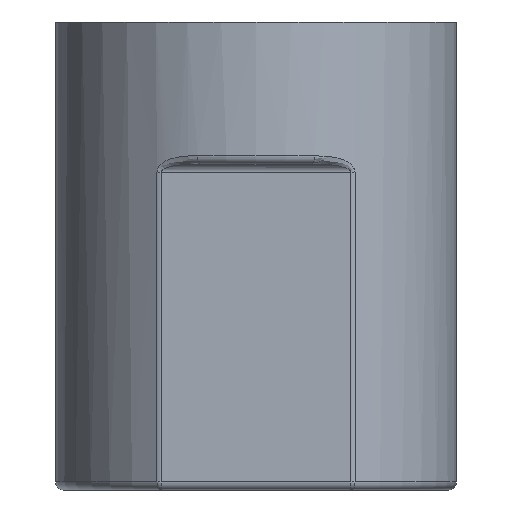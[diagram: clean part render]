
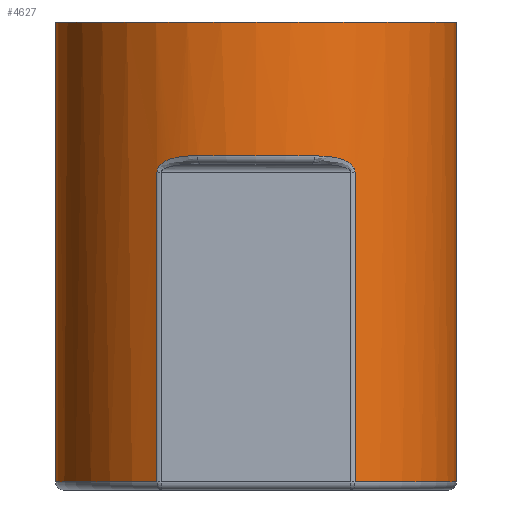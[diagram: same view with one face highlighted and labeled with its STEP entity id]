
A CAD part, front view. The second image highlights one B-rep face of the part: STEP entity #4627.
In plain terms, the highlighted cylindrical face has radius 24 mm (diameter 48 mm), a partial arc.
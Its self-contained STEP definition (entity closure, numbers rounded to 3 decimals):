
#32 = VERTEX_POINT ( 'NONE', #913 ) ;
#59 = CARTESIAN_POINT ( 'NONE',  ( 0., 0., -52.3 ) ) ;
#79 = CARTESIAN_POINT ( 'NONE',  ( 0., 0., 2.7 ) ) ;
#130 = VERTEX_POINT ( 'NONE', #1573 ) ;
#277 = EDGE_CURVE ( 'NONE', #1887, #130, #4848, .T. ) ;
#368 = ORIENTED_EDGE ( 'NONE', *, *, #4032, .T. ) ;
#391 = CARTESIAN_POINT ( 'NONE',  ( 10.27, -21.693, -13.703 ) ) ;
#424 = VECTOR ( 'NONE', #5447, 1000. ) ;
#533 = CIRCLE ( 'NONE', #3293, 24. ) ;
#561 = ORIENTED_EDGE ( 'NONE', *, *, #1285, .F. ) ;
#576 = DIRECTION ( 'NONE',  ( 1., 0., 0. ) ) ;
#585 = CARTESIAN_POINT ( 'NONE',  ( 11.828, -20.883, -15.043 ) ) ;
#659 = CARTESIAN_POINT ( 'NONE',  ( -7.966, -22.645, -13.315 ) ) ;
#686 = CARTESIAN_POINT ( 'NONE',  ( -11.852, -20.87, -15.3 ) ) ;
#714 = CARTESIAN_POINT ( 'NONE',  ( -7.485, -22.808, -13.3 ) ) ;
#815 = CARTESIAN_POINT ( 'NONE',  ( 10.049, -21.796, -13.634 ) ) ;
#829 = EDGE_CURVE ( 'NONE', #5129, #5470, #5223, .T. ) ;
#876 = EDGE_CURVE ( 'NONE', #130, #3606, #2365, .T. ) ;
#904 = EDGE_CURVE ( 'NONE', #4417, #5467, #4913, .T. ) ;
#913 = CARTESIAN_POINT ( 'NONE',  ( -24., 0., -52.3 ) ) ;
#967 = VECTOR ( 'NONE', #3939, 1000. ) ;
#1025 = CARTESIAN_POINT ( 'NONE',  ( 0., 0., -52.3 ) ) ;
#1027 = ORIENTED_EDGE ( 'NONE', *, *, #904, .T. ) ;
#1046 = LINE ( 'NONE', #1125, #1439 ) ;
#1102 = DIRECTION ( 'NONE',  ( 0., 0., 1. ) ) ;
#1125 = CARTESIAN_POINT ( 'NONE',  ( -11.852, -20.87, -53.3 ) ) ;
#1267 = CARTESIAN_POINT ( 'NONE',  ( 10.698, -21.485, -13.876 ) ) ;
#1285 = EDGE_CURVE ( 'NONE', #32, #4894, #2611, .T. ) ;
#1369 = ORIENTED_EDGE ( 'NONE', *, *, #277, .T. ) ;
#1377 = CARTESIAN_POINT ( 'NONE',  ( 8.906, -22.292, -13.396 ) ) ;
#1402 = ORIENTED_EDGE ( 'NONE', *, *, #4223, .T. ) ;
#1439 = VECTOR ( 'NONE', #1102, 1000. ) ;
#1485 = CARTESIAN_POINT ( 'NONE',  ( -11.852, -20.87, -15.3 ) ) ;
#1494 = EDGE_CURVE ( 'NONE', #5467, #1887, #4891, .T. ) ;
#1536 = CARTESIAN_POINT ( 'NONE',  ( -10.048, -21.797, -13.633 ) ) ;
#1557 = CARTESIAN_POINT ( 'NONE',  ( 11.852, -20.87, -53.3 ) ) ;
#1573 = CARTESIAN_POINT ( 'NONE',  ( 11.852, -20.87, -15.3 ) ) ;
#1618 = CARTESIAN_POINT ( 'NONE',  ( -9.375, -22.099, -13.463 ) ) ;
#1712 = FACE_OUTER_BOUND ( 'NONE', #3164, .T. ) ;
#1746 = CARTESIAN_POINT ( 'NONE',  ( 0., 0., -13.3 ) ) ;
#1794 = CARTESIAN_POINT ( 'NONE',  ( 11.852, -20.87, -52.3 ) ) ;
#1795 = CARTESIAN_POINT ( 'NONE',  ( 0., 0., -53.3 ) ) ;
#1801 = CARTESIAN_POINT ( 'NONE',  ( 7., -22.957, -13.3 ) ) ;
#1883 = CARTESIAN_POINT ( 'NONE',  ( 11.852, -20.87, -15.171 ) ) ;
#1887 = VERTEX_POINT ( 'NONE', #3019 ) ;
#1913 = CARTESIAN_POINT ( 'NONE',  ( 24., 0., 2.7 ) ) ;
#1936 = AXIS2_PLACEMENT_3D ( 'NONE', #1795, #4354, #2183 ) ;
#2043 = AXIS2_PLACEMENT_3D ( 'NONE', #1746, #3060, #2193 ) ;
#2165 = DIRECTION ( 'NONE',  ( 0., 0., 1. ) ) ;
#2183 = DIRECTION ( 'NONE',  ( 1., 0., 0. ) ) ;
#2193 = DIRECTION ( 'NONE',  ( -1., 0., 0. ) ) ;
#2205 = ORIENTED_EDGE ( 'NONE', *, *, #829, .T. ) ;
#2283 = CIRCLE ( 'NONE', #4595, 24. ) ;
#2294 = CARTESIAN_POINT ( 'NONE',  ( 11.685, -20.964, -14.697 ) ) ;
#2350 = CARTESIAN_POINT ( 'NONE',  ( 11.475, -21.08, -14.4 ) ) ;
#2365 = LINE ( 'NONE', #1557, #424 ) ;
#2483 = CARTESIAN_POINT ( 'NONE',  ( -11.852, -20.87, -52.3 ) ) ;
#2611 = LINE ( 'NONE', #4764, #3112 ) ;
#2716 = DIRECTION ( 'NONE',  ( 0., 0., 1. ) ) ;
#2719 = CARTESIAN_POINT ( 'NONE',  ( 24., 0., -52.3 ) ) ;
#2821 = CARTESIAN_POINT ( 'NONE',  ( -7., -22.957, -13.3 ) ) ;
#2857 = EDGE_CURVE ( 'NONE', #4448, #4417, #1046, .T. ) ;
#3019 = CARTESIAN_POINT ( 'NONE',  ( 7., -22.957, -13.3 ) ) ;
#3060 = DIRECTION ( 'NONE',  ( 0., 0., 1. ) ) ;
#3073 = DIRECTION ( 'NONE',  ( 0., 0., 1. ) ) ;
#3078 = CARTESIAN_POINT ( 'NONE',  ( 9.372, -22.1, -13.462 ) ) ;
#3112 = VECTOR ( 'NONE', #3955, 1000. ) ;
#3164 = EDGE_LOOP ( 'NONE', ( #561, #368, #3187, #1027, #4200, #1369, #4369, #1402, #2205, #3637 ) ) ;
#3187 = ORIENTED_EDGE ( 'NONE', *, *, #2857, .T. ) ;
#3232 = CARTESIAN_POINT ( 'NONE',  ( -7., -22.957, -13.3 ) ) ;
#3255 = CARTESIAN_POINT ( 'NONE',  ( -11.755, -20.924, -14.797 ) ) ;
#3293 = AXIS2_PLACEMENT_3D ( 'NONE', #79, #3073, #3433 ) ;
#3433 = DIRECTION ( 'NONE',  ( 1., 0., 0. ) ) ;
#3474 = DIRECTION ( 'NONE',  ( 1., 0., 0. ) ) ;
#3503 = CARTESIAN_POINT ( 'NONE',  ( 7.485, -22.809, -13.3 ) ) ;
#3515 = EDGE_CURVE ( 'NONE', #4894, #5470, #533, .T. ) ;
#3586 = CARTESIAN_POINT ( 'NONE',  ( 10.907, -21.379, -13.98 ) ) ;
#3606 = VERTEX_POINT ( 'NONE', #1794 ) ;
#3637 = ORIENTED_EDGE ( 'NONE', *, *, #3515, .F. ) ;
#3655 = CARTESIAN_POINT ( 'NONE',  ( -11.293, -21.178, -14.241 ) ) ;
#3939 = DIRECTION ( 'NONE',  ( 0., 0., 1. ) ) ;
#3955 = DIRECTION ( 'NONE',  ( 0., 0., 1. ) ) ;
#4032 = EDGE_CURVE ( 'NONE', #32, #4448, #2283, .T. ) ;
#4046 = CARTESIAN_POINT ( 'NONE',  ( -11.474, -21.08, -14.399 ) ) ;
#4126 = CARTESIAN_POINT ( 'NONE',  ( -10.7, -21.484, -13.877 ) ) ;
#4200 = ORIENTED_EDGE ( 'NONE', *, *, #1494, .T. ) ;
#4223 = EDGE_CURVE ( 'NONE', #3606, #5129, #4865, .T. ) ;
#4327 = CYLINDRICAL_SURFACE ( 'NONE', #1936, 24. ) ;
#4354 = DIRECTION ( 'NONE',  ( 0., 0., 1. ) ) ;
#4369 = ORIENTED_EDGE ( 'NONE', *, *, #876, .T. ) ;
#4417 = VERTEX_POINT ( 'NONE', #1485 ) ;
#4448 = VERTEX_POINT ( 'NONE', #2483 ) ;
#4541 = CARTESIAN_POINT ( 'NONE',  ( -10.27, -21.693, -13.703 ) ) ;
#4595 = AXIS2_PLACEMENT_3D ( 'NONE', #1025, #2716, #576 ) ;
#4627 = ADVANCED_FACE ( 'NONE', ( #1712 ), #4327, .T. ) ;
#4656 = CARTESIAN_POINT ( 'NONE',  ( -24., 0., 2.7 ) ) ;
#4764 = CARTESIAN_POINT ( 'NONE',  ( -24., 0., -53.3 ) ) ;
#4805 = CARTESIAN_POINT ( 'NONE',  ( 11.294, -21.177, -14.242 ) ) ;
#4848 = B_SPLINE_CURVE_WITH_KNOTS ( 'NONE', 3,
 ( #1801, #3503, #5206, #1377, #3078, #815, #391, #1267, #3586, #4805, #2350, #2294, #5261, #585, #1883, #5229 ),
 .UNSPECIFIED., .F., .F.,
 ( 4, 2, 2, 2, 2, 2, 2, 4 ),
 ( 0., 0.002, 0.003, 0.004, 0.005, 0.005, 0.006, 0.006 ),
 .UNSPECIFIED. ) ;
#4865 = CIRCLE ( 'NONE', #5503, 24. ) ;
#4891 = CIRCLE ( 'NONE', #2043, 24. ) ;
#4894 = VERTEX_POINT ( 'NONE', #4656 ) ;
#4913 = B_SPLINE_CURVE_WITH_KNOTS ( 'NONE', 3,
 ( #686, #5365, #3255, #4046, #3655, #5331, #4126, #4541, #1536, #1618, #5389, #659, #714, #3232 ),
 .UNSPECIFIED., .F., .F.,
 ( 4, 2, 2, 2, 2, 2, 4 ),
 ( 0., 0.001, 0.002, 0.002, 0.003, 0.005, 0.006 ),
 .UNSPECIFIED. ) ;
#5129 = VERTEX_POINT ( 'NONE', #2719 ) ;
#5200 = CARTESIAN_POINT ( 'NONE',  ( 24., 0., -53.3 ) ) ;
#5206 = CARTESIAN_POINT ( 'NONE',  ( 7.964, -22.646, -13.315 ) ) ;
#5223 = LINE ( 'NONE', #5200, #967 ) ;
#5229 = CARTESIAN_POINT ( 'NONE',  ( 11.852, -20.87, -15.3 ) ) ;
#5261 = CARTESIAN_POINT ( 'NONE',  ( 11.745, -20.93, -14.807 ) ) ;
#5331 = CARTESIAN_POINT ( 'NONE',  ( -10.907, -21.38, -13.98 ) ) ;
#5365 = CARTESIAN_POINT ( 'NONE',  ( -11.852, -20.87, -15.041 ) ) ;
#5389 = CARTESIAN_POINT ( 'NONE',  ( -8.912, -22.29, -13.397 ) ) ;
#5447 = DIRECTION ( 'NONE',  ( 0., 0., -1. ) ) ;
#5467 = VERTEX_POINT ( 'NONE', #2821 ) ;
#5470 = VERTEX_POINT ( 'NONE', #1913 ) ;
#5503 = AXIS2_PLACEMENT_3D ( 'NONE', #59, #2165, #3474 ) ;
